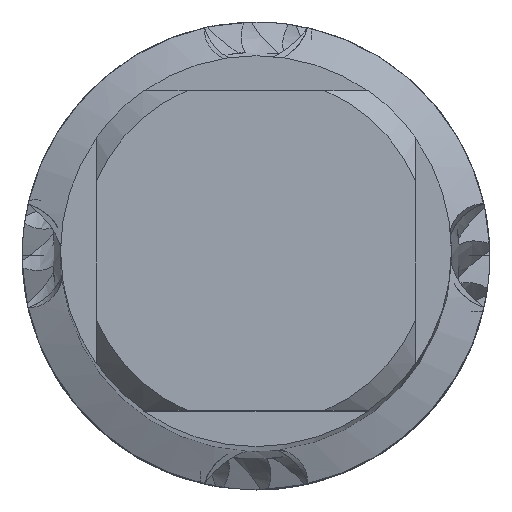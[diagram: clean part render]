
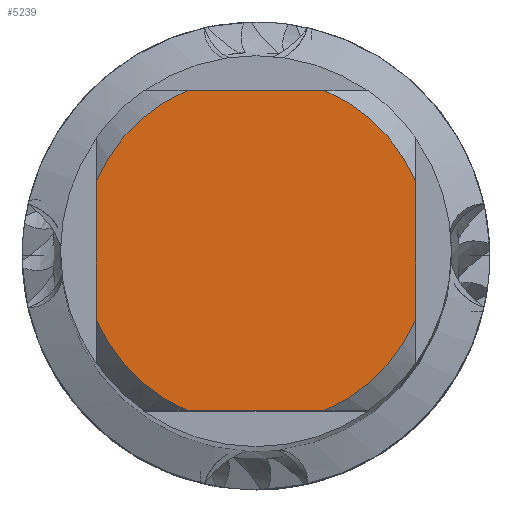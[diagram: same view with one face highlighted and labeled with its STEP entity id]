
A CAD part, top view. The second image highlights one B-rep face of the part: STEP entity #5239.
In plain terms, the highlighted planar face has unit normal (0, 0, 1).
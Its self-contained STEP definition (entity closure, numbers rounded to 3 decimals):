
#2027=VERTEX_POINT('',#5823);
#2209=EDGE_CURVE('',#2445,#4461,#6013,.T.);
#2273=EDGE_CURVE('',#4411,#3739,#6088,.T.);
#2445=VERTEX_POINT('',#6272);
#2911=EDGE_CURVE('',#5535,#2027,#6777,.T.);
#3171=VERTEX_POINT('',#7057);
#3479=EDGE_CURVE('',#5535,#4461,#7388,.T.);
#3491=EDGE_CURVE('',#2445,#3171,#7402,.T.);
#3739=VERTEX_POINT('',#7675);
#3813=VERTEX_POINT('',#7754);
#4411=VERTEX_POINT('',#8411);
#4461=VERTEX_POINT('',#8464);
#4729=EDGE_CURVE('',#4411,#2027,#8755,.T.);
#5239=ADVANCED_FACE('',(#9314),#9315,.T.);
#5277=EDGE_CURVE('',#3813,#3171,#9355,.T.);
#5417=EDGE_CURVE('',#3813,#3739,#9504,.T.);
#5535=VERTEX_POINT('',#9633);
#5823=CARTESIAN_POINT('',(1.939,-4.5,0.0));
#6013=CIRCLE('',#10591,4.9);
#6088=CIRCLE('',#10781,4.9);
#6272=CARTESIAN_POINT('',(1.939,4.5,0.0));
#6777=CIRCLE('',#13328,4.9);
#7057=CARTESIAN_POINT('',(-1.939,4.5,0.0));
#7388=LINE('',#15221,#15222);
#7402=LINE('',#15259,#15260);
#7675=CARTESIAN_POINT('',(-4.5,-1.939,0.0));
#7754=CARTESIAN_POINT('',(-4.5,1.939,0.0));
#8411=CARTESIAN_POINT('',(-1.939,-4.5,0.0));
#8464=CARTESIAN_POINT('',(4.5,1.939,0.0));
#8755=LINE('',#18767,#18768);
#9314=FACE_OUTER_BOUND('',#20409,.T.);
#9315=PLANE('',#20410);
#9355=CIRCLE('',#20480,4.9);
#9504=LINE('',#20871,#20872);
#9633=CARTESIAN_POINT('',(4.5,-1.939,0.0));
#10591=AXIS2_PLACEMENT_3D('',#22060,#22061,#22062);
#10781=AXIS2_PLACEMENT_3D('',#22184,#22185,#22186);
#13328=AXIS2_PLACEMENT_3D('',#22922,#22923,#22924);
#15221=CARTESIAN_POINT('',(4.5,1.225,0.0));
#15222=VECTOR('',#23459,1.0);
#15259=CARTESIAN_POINT('',(0.0,4.5,0.0));
#15260=VECTOR('',#23479,1.0);
#18767=CARTESIAN_POINT('',(0.0,-4.5,0.0));
#18768=VECTOR('',#24935,1.0);
#20409=EDGE_LOOP('',(#25634,#25635,#25636,#25637,#25638,#25639,#25640,#25641));
#20410=AXIS2_PLACEMENT_3D('',#25642,#25643,#25644);
#20480=AXIS2_PLACEMENT_3D('',#25683,#25684,#25685);
#20871=CARTESIAN_POINT('',(-4.5,1.225,0.0));
#20872=VECTOR('',#25803,1.0);
#22060=CARTESIAN_POINT('',(0.0,0.0,0.0));
#22061=DIRECTION('',(0.0,0.0,-1.0));
#22062=DIRECTION('',(0.0,1.0,0.0));
#22184=CARTESIAN_POINT('',(0.0,0.0,0.0));
#22185=DIRECTION('',(0.0,0.0,-1.0));
#22186=DIRECTION('',(0.0,1.0,0.0));
#22922=CARTESIAN_POINT('',(0.0,0.0,0.0));
#22923=DIRECTION('',(0.0,0.0,-1.0));
#22924=DIRECTION('',(0.0,1.0,0.0));
#23459=DIRECTION('',(-0.0,1.0,0.0));
#23479=DIRECTION('',(-1.0,0.0,0.0));
#24935=DIRECTION('',(1.0,0.0,0.0));
#25634=ORIENTED_EDGE('',*,*,#5417,.T.);
#25635=ORIENTED_EDGE('',*,*,#2273,.F.);
#25636=ORIENTED_EDGE('',*,*,#4729,.T.);
#25637=ORIENTED_EDGE('',*,*,#2911,.F.);
#25638=ORIENTED_EDGE('',*,*,#3479,.T.);
#25639=ORIENTED_EDGE('',*,*,#2209,.F.);
#25640=ORIENTED_EDGE('',*,*,#3491,.T.);
#25641=ORIENTED_EDGE('',*,*,#5277,.F.);
#25642=CARTESIAN_POINT('',(0.0,2.45,0.0));
#25643=DIRECTION('',(-0.0,0.0,1.0));
#25644=DIRECTION('',(0.0,-1.0,0.0));
#25683=CARTESIAN_POINT('',(0.0,0.0,0.0));
#25684=DIRECTION('',(0.0,0.0,-1.0));
#25685=DIRECTION('',(0.0,1.0,0.0));
#25803=DIRECTION('',(-0.0,-1.0,0.0));
